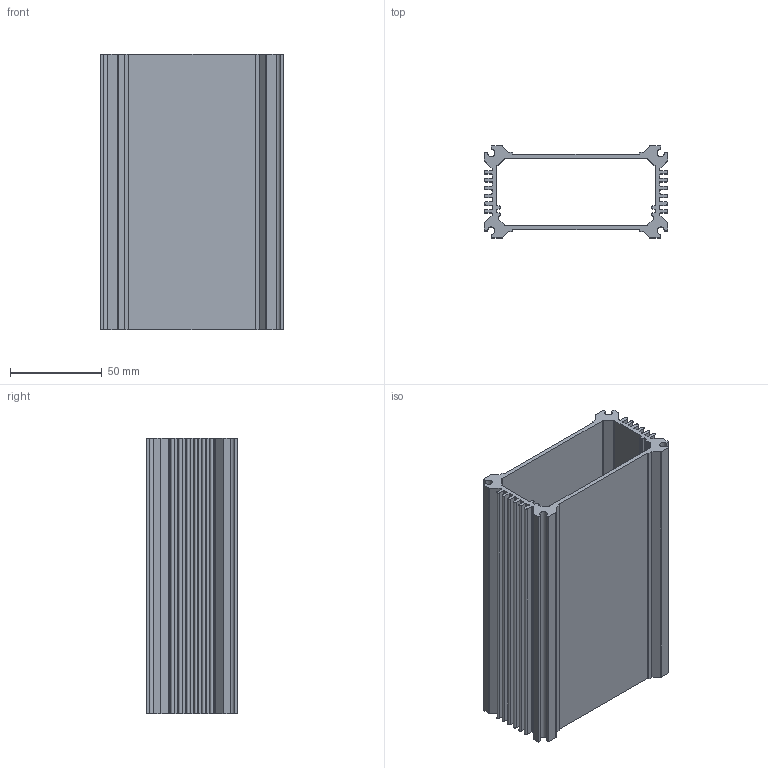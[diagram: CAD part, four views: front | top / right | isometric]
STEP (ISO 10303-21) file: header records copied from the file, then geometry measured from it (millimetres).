
FILE_DESCRIPTION(/* description */ (''),/* implementation_level */ '2;1');
FILE_NAME(/* name */ 'AW11-6-15E.stp',/* time_stamp */ '2020-06-01T19:20:01-04:00',/* author */ ('ahwv'),/* organization */ (''),/* preprocessor_version */ 'ST-DEVELOPER v18',/* originating_system */ 'Autodesk Inventor 2020',/* authorisation */ '');
FILE_SCHEMA (('AUTOMOTIVE_DESIGN { 1 0 10303 214 3 1 1 }'));
Length unit declared in the file: millimetre
Products named in the file (1): AW11-6-15E
Bounding box: 100 x 50 x 150 mm (x, y, z)
Volume: 142729.3 mm3; surface area: 103406.6 mm2
Topology: 1 solids, 1 shells, 184 faces, 546 edges, 364 vertices
Faces by surface type: plane 96, cylinder 88
Entity records: 6251 total; most frequent: CARTESIAN_POINT 1095, ORIENTED_EDGE 1092, DIRECTION 1092, EDGE_CURVE 546, LINE 370, VECTOR 370, VERTEX_POINT 364, AXIS2_PLACEMENT_3D 361
